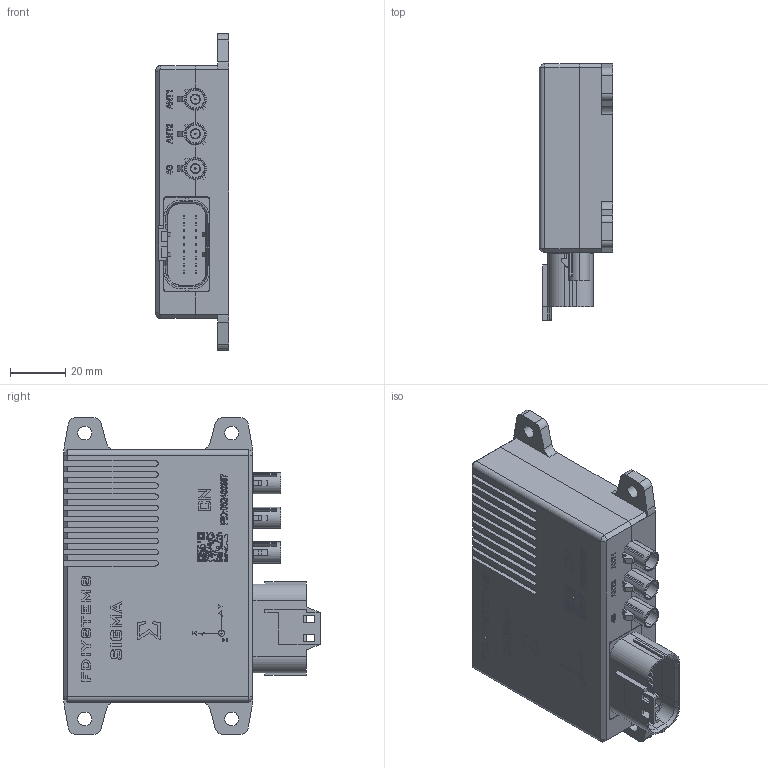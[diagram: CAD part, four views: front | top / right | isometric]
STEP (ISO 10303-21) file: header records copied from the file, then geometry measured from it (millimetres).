
FILE_DESCRIPTION (( 'STEP AP203' ), '1' );
FILE_NAME ('P-BOX-V2.0-蚾饜极-02.STEP', '2024-09-05T11:44:38', ( '' ), ( '' ), 'SwSTEP 2.0', 'SolidWorks 2022', '' );
FILE_SCHEMA (( 'CONFIG_CONTROL_DESIGN' ));
Length unit declared in the file: millimetre
Products named in the file (13): 奻褲-佪荂; Fakra-JWE板端车载SMB公弯头-内圈; Fakra-JWE板端车载SMB公弯头-主体; Fakra-JWE板端车载SMB公弯头-外圈; MX23A18NF1-陬婥脣芛-齬渀; MX23A18NF1-车载插头-主体-副本; 上壳-2024年8月19日; 侧面-2024年8月19日; 车载插头装配体-2024年9月5日; 直封上壳-2024年8月19日; SMB-装配体-2024年9月5日; P-BOX-V2.0-蚾饜极-02; M3-螺栓-底板贯穿-2024年8月19日
Assembly tree (14 placements, depth 3):
  P-BOX-V2.0-蚾饜极-02
    上壳-2024年8月19日
    M3-螺栓-底板贯穿-2024年8月19日
    车载插头装配体-2024年9月5日
      MX23A18NF1-车载插头-主体-副本
      MX23A18NF1-陬婥脣芛-齬渀
    SMB-装配体-2024年9月5日  x3
      Fakra-JWE板端车载SMB公弯头-主体
      Fakra-JWE板端车载SMB公弯头-内圈
      Fakra-JWE板端车载SMB公弯头-外圈
    直封上壳-2024年8月19日
    奻褲-佪荂
    侧面-2024年8月19日
Bounding box: 26.52 x 92.61 x 114.2 mm (x, y, z)
Volume: 57581.5 mm3; surface area: 55394.5 mm2
Topology: 103 solids, 103 shells, 2414 faces, 6176 edges, 4027 vertices
Faces by surface type: plane 1765, cylinder 383, bspline 154, torus 56, cone 32, sphere 24
Entity records: 76459 total; most frequent: CARTESIAN_POINT 21059, ORIENTED_EDGE 11528, DIRECTION 10290, EDGE_CURVE 5764, VECTOR 4718, LINE 4718, VERTEX_POINT 3799, AXIS2_PLACEMENT_3D 2786
